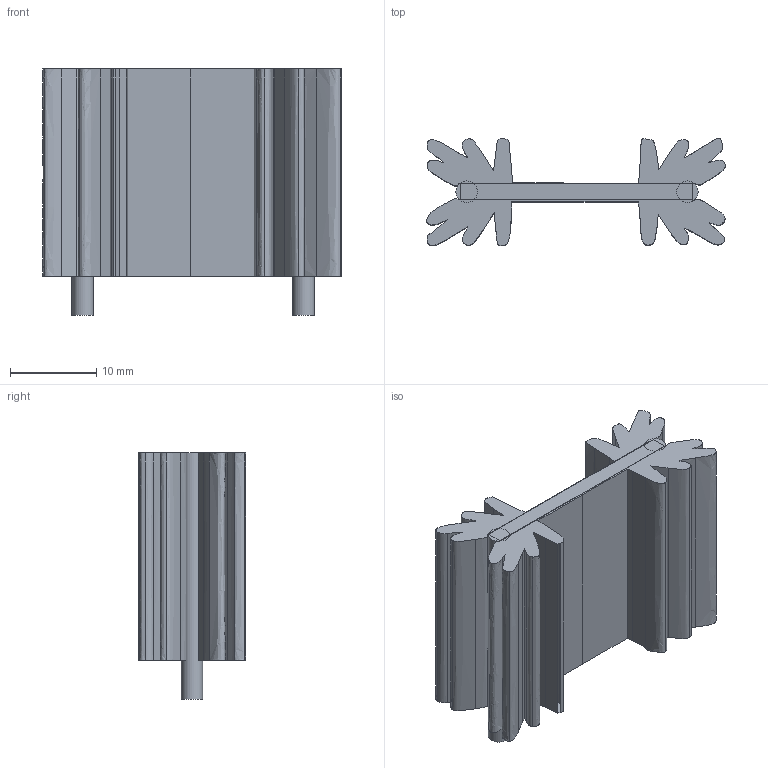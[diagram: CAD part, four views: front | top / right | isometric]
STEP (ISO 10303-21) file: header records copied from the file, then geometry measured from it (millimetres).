
FILE_DESCRIPTION(('FreeCAD Model'),'2;1');
FILE_NAME('sk104-1.step', '2020-10-29T02:10:56',('Author'),(''), 'Open CASCADE STEP processor 7.3','FreeCAD','Unknown');
FILE_SCHEMA(('AUTOMOTIVE_DESIGN { 1 0 10303 214 1 1 1 1 }'));
Length unit declared in the file: millimetre
Products named in the file (1): Compound001
Bounding box: 34.68 x 12.51 x 28.6 mm (x, y, z)
Volume: 5347.8 mm3; surface area: 7457.2 mm2
Topology: 5 solids, 5 shells, 94 faces, 260 edges, 168 vertices
Faces by surface type: extrusion 76, plane 16, cylinder 2
Full cylindrical faces by diameter (mm): 2.5 x2
Entity records: 3780 total; most frequent: CARTESIAN_POINT 1055, ORIENTED_EDGE 504, EDGE_CURVE 252, B_SPLINE_CURVE_WITH_KNOTS 228, DIRECTION 218, VECTOR 172, VERTEX_POINT 168, LINE 96
